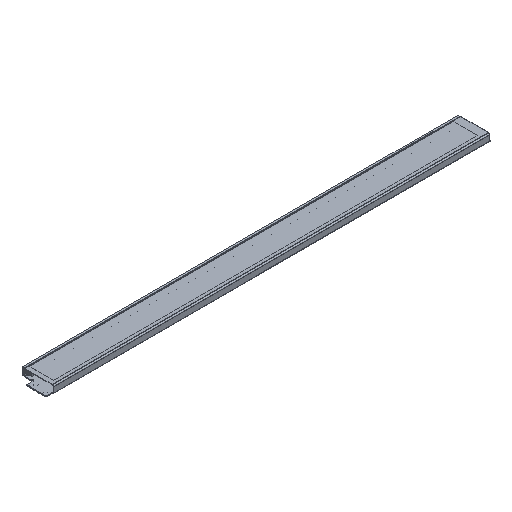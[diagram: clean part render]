
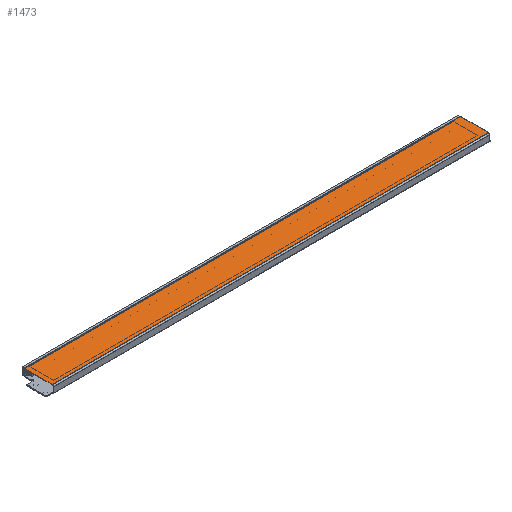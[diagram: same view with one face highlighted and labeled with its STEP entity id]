
A CAD part, isometric view. The second image highlights one B-rep face of the part: STEP entity #1473.
In plain terms, the highlighted planar face has unit normal (0, 0, 1).
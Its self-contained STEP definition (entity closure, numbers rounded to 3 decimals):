
#14 = VECTOR ( 'NONE', #684, 1000. ) ;
#66 = ORIENTED_EDGE ( 'NONE', *, *, #1854, .T. ) ;
#95 = CARTESIAN_POINT ( 'NONE',  ( -2., 0., 0. ) ) ;
#124 = EDGE_CURVE ( 'NONE', #2209, #1495, #1016, .T. ) ;
#159 = AXIS2_PLACEMENT_3D ( 'NONE', #806, #288, #1695 ) ;
#218 = LINE ( 'NONE', #1535, #14 ) ;
#246 = CARTESIAN_POINT ( 'NONE',  ( 197.9, 0.7, 0. ) ) ;
#288 = DIRECTION ( 'NONE',  ( 0., 0., -1. ) ) ;
#402 = VECTOR ( 'NONE', #1696, 1000. ) ;
#452 = PLANE ( 'NONE',  #159 ) ;
#462 = CARTESIAN_POINT ( 'NONE',  ( -2., 13.4, 0. ) ) ;
#595 = ORIENTED_EDGE ( 'NONE', *, *, #124, .T. ) ;
#613 = CARTESIAN_POINT ( 'NONE',  ( -2., 0.7, 0. ) ) ;
#684 = DIRECTION ( 'NONE',  ( 0., 1., 0. ) ) ;
#703 = DIRECTION ( 'NONE',  ( 1., 0., 0. ) ) ;
#759 = VECTOR ( 'NONE', #703, 1000. ) ;
#806 = CARTESIAN_POINT ( 'NONE',  ( 0., 0., 0. ) ) ;
#819 = VECTOR ( 'NONE', #1002, 1000. ) ;
#1002 = DIRECTION ( 'NONE',  ( -1., 0., 0. ) ) ;
#1016 = LINE ( 'NONE', #95, #402 ) ;
#1043 = LINE ( 'NONE', #1055, #759 ) ;
#1051 = ORIENTED_EDGE ( 'NONE', *, *, #2168, .T. ) ;
#1055 = CARTESIAN_POINT ( 'NONE',  ( -2., 0.7, 0. ) ) ;
#1162 = VERTEX_POINT ( 'NONE', #1243 ) ;
#1243 = CARTESIAN_POINT ( 'NONE',  ( 197.9, 13.4, 0. ) ) ;
#1430 = VERTEX_POINT ( 'NONE', #246 ) ;
#1432 = EDGE_LOOP ( 'NONE', ( #66, #1760, #1051, #595 ) ) ;
#1473 = ADVANCED_FACE ( 'NONE', ( #2215 ), #452, .F. ) ;
#1495 = VERTEX_POINT ( 'NONE', #613 ) ;
#1532 = EDGE_CURVE ( 'NONE', #1430, #1162, #218, .T. ) ;
#1535 = CARTESIAN_POINT ( 'NONE',  ( 197.9, 0., 0. ) ) ;
#1695 = DIRECTION ( 'NONE',  ( -1., 0., 0. ) ) ;
#1696 = DIRECTION ( 'NONE',  ( 0., -1., 0. ) ) ;
#1699 = CARTESIAN_POINT ( 'NONE',  ( -2., 13.4, 0. ) ) ;
#1760 = ORIENTED_EDGE ( 'NONE', *, *, #1532, .T. ) ;
#1761 = LINE ( 'NONE', #1699, #819 ) ;
#1854 = EDGE_CURVE ( 'NONE', #1495, #1430, #1043, .T. ) ;
#2168 = EDGE_CURVE ( 'NONE', #1162, #2209, #1761, .T. ) ;
#2209 = VERTEX_POINT ( 'NONE', #462 ) ;
#2215 = FACE_OUTER_BOUND ( 'NONE', #1432, .T. ) ;
